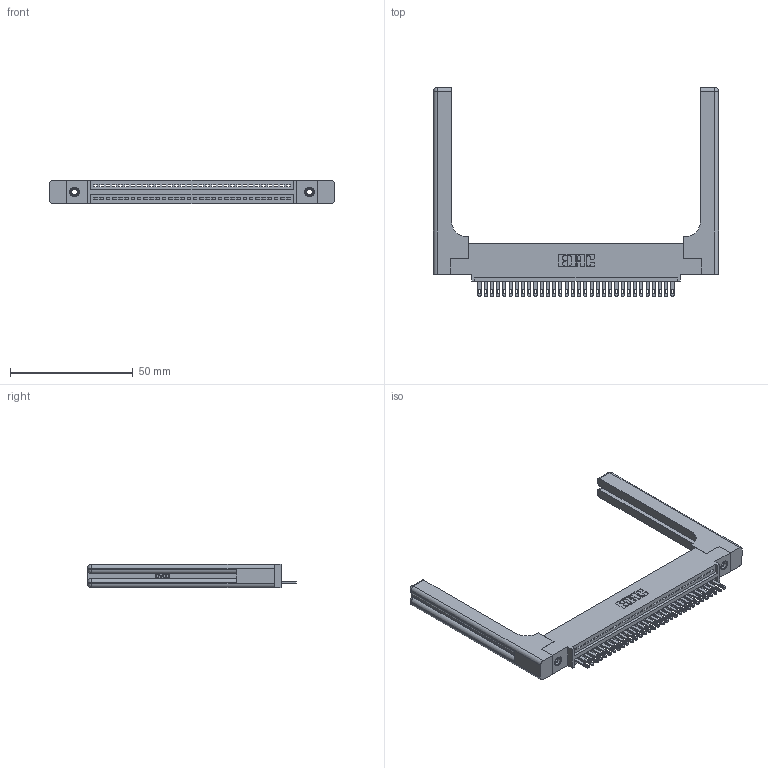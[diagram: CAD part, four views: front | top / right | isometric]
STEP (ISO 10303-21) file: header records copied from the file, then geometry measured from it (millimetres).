
FILE_DESCRIPTION (( 'STEP AP203' ), '1' );
FILE_NAME ('345-032-500-458.STEP', '2019-10-07T13:30:20', ( '' ), ( '' ), 'SwSTEP 2.0', 'SolidWorks 2016', '' );
FILE_SCHEMA (( 'CONFIG_CONTROL_DESIGN' ));
Length unit declared in the file: inch
Products named in the file (5): 345 Part_0.110 Offset - 0.156 Dia-TH; 345-032-500-458; 345-292-001_345-293-100; 345-220-058_345-220-058; 345-250-001_345-250-001-102
Assembly tree (37 placements, depth 2):
  345-032-500-458
    345 Part_0.110 Offset - 0.156 Dia-TH
    345-292-001_345-293-100  x32
    345-250-001_345-250-001-102  x2
    345-220-058_345-220-058  x2
Bounding box: 116.31 x 85.27 x 9.4 mm (x, y, z)
Volume: 19416.4 mm3; surface area: 19823.7 mm2
Topology: 37 solids, 37 shells, 2114 faces, 6395 edges, 4242 vertices
Faces by surface type: plane 1320, cylinder 734, bspline 36, cone 12, sphere 8, torus 4
Entity records: 30674 total; most frequent: CARTESIAN_POINT 6285, ORIENTED_EDGE 5048, DIRECTION 4452, EDGE_CURVE 2524, LINE 2168, VECTOR 2168, VERTEX_POINT 1674, AXIS2_PLACEMENT_3D 1142
